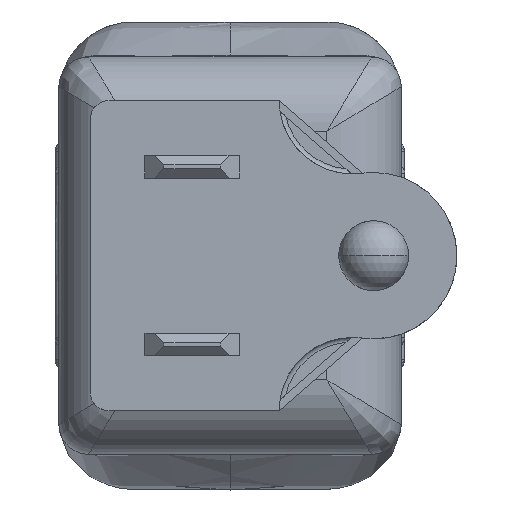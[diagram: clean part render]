
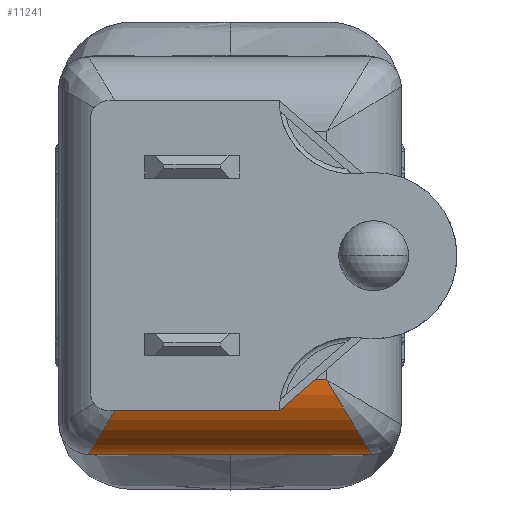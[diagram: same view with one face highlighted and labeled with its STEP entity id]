
A CAD part, left-side view. The second image highlights one B-rep face of the part: STEP entity #11241.
In plain terms, the highlighted cylindrical face has radius 5 mm (diameter 10 mm), a partial arc.
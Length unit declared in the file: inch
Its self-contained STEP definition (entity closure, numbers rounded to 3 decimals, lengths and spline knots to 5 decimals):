
#80 = CARTESIAN_POINT ( 'NONE',  ( -0.32874, 0.25591, -2.16535 ) ) ;
#448 = EDGE_CURVE ( 'NONE', #11440, #2228, #485, .T. ) ;
#485 = LINE ( 'NONE', #8701, #12098 ) ;
#1295 = CARTESIAN_POINT ( 'NONE',  ( -0.52559, 0.37402, -1.9685 ) ) ;
#1730 = FACE_OUTER_BOUND ( 'NONE', #6971, .T. ) ;
#2043 = DIRECTION ( 'NONE',  ( 0., -1., 0. ) ) ;
#2047 = VECTOR ( 'NONE', #2043, 39.37008 ) ;
#2195 = EDGE_CURVE ( 'NONE', #3129, #3090, #7427, .T. ) ;
#2228 = VERTEX_POINT ( 'NONE', #80 ) ;
#2545 = DIRECTION ( 'NONE',  ( 1., 0., 0. ) ) ;
#2866 = CARTESIAN_POINT ( 'NONE',  ( -0.52559, 0.37402, -1.9685 ) ) ;
#3072 = CARTESIAN_POINT ( 'NONE',  ( -0.52559, 0.37402, -1.9685 ) ) ;
#3090 = VERTEX_POINT ( 'NONE', #5155 ) ;
#3129 = VERTEX_POINT ( 'NONE', #3072 ) ;
#3489 = CARTESIAN_POINT ( 'NONE',  ( -0.32874, 0.37402, -1.9685 ) ) ;
#3572 = ORIENTED_EDGE ( 'NONE', *, *, #4037, .T. ) ;
#3756 = CARTESIAN_POINT ( 'NONE',  ( -0.52559, -0.37402, -1.9685 ) ) ;
#3773 = ORIENTED_EDGE ( 'NONE', *, *, #448, .F. ) ;
#3983 = LINE ( 'NONE', #8112, #2047 ) ;
#4037 = EDGE_CURVE ( 'NONE', #11440, #8077, #11329, .T. ) ;
#4063 = CARTESIAN_POINT ( 'NONE',  ( -0.52559, 0.37402, -2.08382 ) ) ;
#4319 = AXIS2_PLACEMENT_3D ( 'NONE', #3489, #5582, #2545 ) ;
#5155 = CARTESIAN_POINT ( 'NONE',  ( -0.52559, 0., -1.9685 ) ) ;
#5582 = DIRECTION ( 'NONE',  ( 0., -1., 0. ) ) ;
#5759 = VECTOR ( 'NONE', #9313, 39.37008 ) ;
#5811 = ORIENTED_EDGE ( 'NONE', *, *, #6874, .F. ) ;
#6533 = CARTESIAN_POINT ( 'NONE',  ( -0.52559, -0.37402, -2.08382 ) ) ;
#6874 = EDGE_CURVE ( 'NONE', #2228, #3129, #10672, .T. ) ;
#6971 = EDGE_LOOP ( 'NONE', ( #3572, #12777, #13035, #5811, #3773 ) ) ;
#7105 = CARTESIAN_POINT ( 'NONE',  ( -0.44405, 0.32509, -2.16535 ) ) ;
#7427 = LINE ( 'NONE', #1295, #5759 ) ;
#7714 = CARTESIAN_POINT ( 'NONE',  ( -0.32874, -0.25591, -2.16535 ) ) ;
#7823 = CARTESIAN_POINT ( 'NONE',  ( -0.44405, -0.32509, -2.16535 ) ) ;
#8005 = CARTESIAN_POINT ( 'NONE',  ( -0.52559, -0.37402, -1.9685 ) ) ;
#8077 = VERTEX_POINT ( 'NONE', #8005 ) ;
#8112 = CARTESIAN_POINT ( 'NONE',  ( -0.52559, 0.37402, -1.9685 ) ) ;
#8494 = EDGE_CURVE ( 'NONE', #3090, #8077, #3983, .T. ) ;
#8643 = DIRECTION ( 'NONE',  ( 0., 1., 0. ) ) ;
#8701 = CARTESIAN_POINT ( 'NONE',  ( -0.32874, -0.37402, -2.16535 ) ) ;
#9313 = DIRECTION ( 'NONE',  ( 0., -1., 0. ) ) ;
#9959 = CYLINDRICAL_SURFACE ( 'NONE', #4319, 0.19685 ) ;
#10672 =( BOUNDED_CURVE ( )  B_SPLINE_CURVE ( 3, ( #13115, #7105, #4063, #2866 ),
 .UNSPECIFIED., .F., .F. ) 
 B_SPLINE_CURVE_WITH_KNOTS ( ( 4, 4 ),
 ( 4.71239, 6.28319 ),
 .UNSPECIFIED. ) 
 CURVE ( )  GEOMETRIC_REPRESENTATION_ITEM ( )  RATIONAL_B_SPLINE_CURVE ( ( 1., 0.805, 0.805, 1. ) ) 
 REPRESENTATION_ITEM ( '' )  );
#10713 = CARTESIAN_POINT ( 'NONE',  ( -0.32874, -0.25591, -2.16535 ) ) ;
#11241 = ADVANCED_FACE ( 'NONE', ( #1730 ), #9959, .T. ) ;
#11329 =( BOUNDED_CURVE ( )  B_SPLINE_CURVE ( 3, ( #10713, #7823, #6533, #3756 ),
 .UNSPECIFIED., .F., .T. ) 
 B_SPLINE_CURVE_WITH_KNOTS ( ( 4, 4 ),
 ( 4.71239, 6.28319 ),
 .UNSPECIFIED. ) 
 CURVE ( )  GEOMETRIC_REPRESENTATION_ITEM ( )  RATIONAL_B_SPLINE_CURVE ( ( 1., 0.805, 0.805, 1. ) ) 
 REPRESENTATION_ITEM ( '' )  );
#11440 = VERTEX_POINT ( 'NONE', #7714 ) ;
#12098 = VECTOR ( 'NONE', #8643, 39.37008 ) ;
#12777 = ORIENTED_EDGE ( 'NONE', *, *, #8494, .F. ) ;
#13035 = ORIENTED_EDGE ( 'NONE', *, *, #2195, .F. ) ;
#13115 = CARTESIAN_POINT ( 'NONE',  ( -0.32874, 0.25591, -2.16535 ) ) ;
